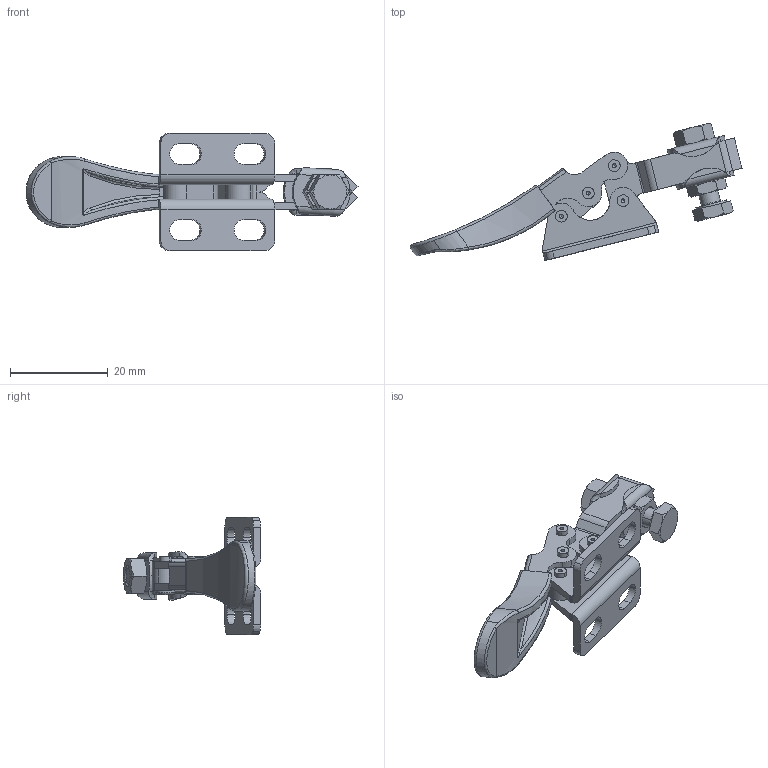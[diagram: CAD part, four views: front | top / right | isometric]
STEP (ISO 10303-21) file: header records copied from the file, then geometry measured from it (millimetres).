
FILE_DESCRIPTION((''),'2;1');
FILE_NAME('110.0.stp','2005-09-27T15:06:36',('Kysilko'),(''),'Autodesk Inventor 8','Autodesk Inventor 8','');
FILE_SCHEMA(('AUTOMOTIVE_DESIGN { 1 0 10303 214 1 1 1 1 }'));
Length unit declared in the file: millimetre
Products named in the file (1): Part5
Bounding box: 68.01 x 28.11 x 24 mm (x, y, z)
Volume: 4200.7 mm3; surface area: 5498.4 mm2
Topology: 1 solids, 1 shells, 389 faces, 1070 edges, 670 vertices
Faces by surface type: cylinder 147, plane 127, bspline 57, cone 50, torus 8
Entity records: 16944 total; most frequent: CARTESIAN_POINT 7355, ORIENTED_EDGE 2120, DIRECTION 1930, EDGE_CURVE 1060, AXIS2_PLACEMENT_3D 743, VERTEX_POINT 670, VECTOR 444, LINE 444
